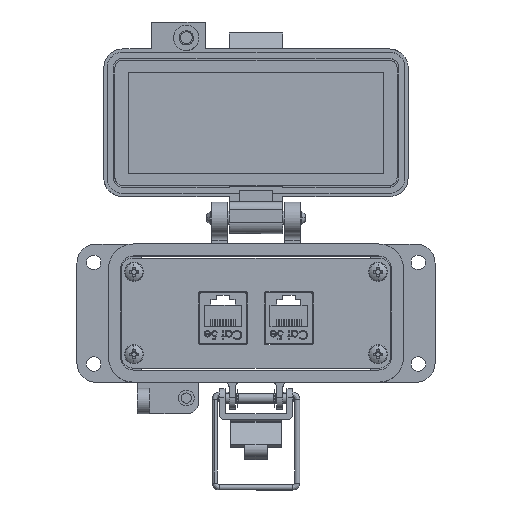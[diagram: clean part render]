
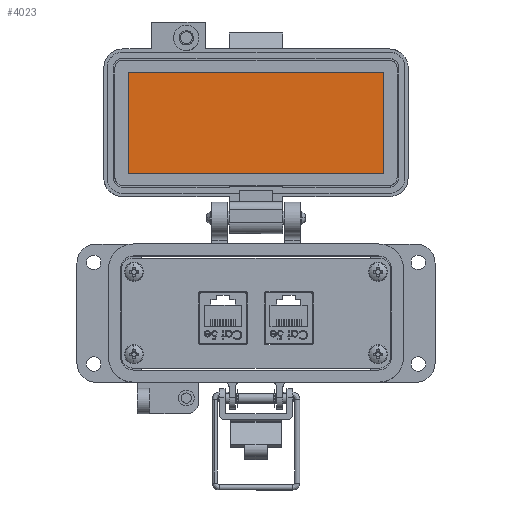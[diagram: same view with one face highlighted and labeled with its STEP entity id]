
A CAD part, top view. The second image highlights one B-rep face of the part: STEP entity #4023.
In plain terms, the highlighted planar face has unit normal (0, 0, 1).
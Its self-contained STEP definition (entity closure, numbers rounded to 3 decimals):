
#1123 = CARTESIAN_POINT ( 'NONE',  ( -8.5, 83.154, -25.55 ) ) ;
#2158 = VERTEX_POINT ( 'NONE', #20500 ) ;
#2462 = EDGE_CURVE ( 'NONE', #2158, #43968, #46285, .T. ) ;
#3884 = VECTOR ( 'NONE', #23409, 1000. ) ;
#4023 = ADVANCED_FACE ( 'NONE', ( #30831 ), #34465, .T. ) ;
#5013 = ORIENTED_EDGE ( 'NONE', *, *, #38102, .F. ) ;
#5366 = DIRECTION ( 'NONE',  ( 0., -1., 0. ) ) ;
#8316 = DIRECTION ( 'NONE',  ( 0., -1., 0. ) ) ;
#14247 = CARTESIAN_POINT ( 'NONE',  ( 42., 51.154, -25.55 ) ) ;
#14422 = VECTOR ( 'NONE', #5366, 1000. ) ;
#15385 = VERTEX_POINT ( 'NONE', #16309 ) ;
#16309 = CARTESIAN_POINT ( 'NONE',  ( 40.25, 51.154, -25.55 ) ) ;
#16922 = VECTOR ( 'NONE', #18122, 1000. ) ;
#18122 = DIRECTION ( 'NONE',  ( -1., 0., 0. ) ) ;
#19906 = DIRECTION ( 'NONE',  ( 0., 1., 0. ) ) ;
#20500 = CARTESIAN_POINT ( 'NONE',  ( -40.25, 51.154, -25.55 ) ) ;
#23409 = DIRECTION ( 'NONE',  ( 1., 0., 0. ) ) ;
#24488 = LINE ( 'NONE', #27650, #14422 ) ;
#27177 = ORIENTED_EDGE ( 'NONE', *, *, #39597, .F. ) ;
#27201 = CARTESIAN_POINT ( 'NONE',  ( -8.5, 67.154, -25.55 ) ) ;
#27441 = DIRECTION ( 'NONE',  ( 0., 0., 1. ) ) ;
#27650 = CARTESIAN_POINT ( 'NONE',  ( 40.25, 67.154, -25.55 ) ) ;
#27768 = CARTESIAN_POINT ( 'NONE',  ( -40.25, 83.154, -25.55 ) ) ;
#28817 = VECTOR ( 'NONE', #19906, 1000. ) ;
#29300 = CARTESIAN_POINT ( 'NONE',  ( 40.25, 83.154, -25.55 ) ) ;
#29750 = LINE ( 'NONE', #14247, #16922 ) ;
#29915 = ORIENTED_EDGE ( 'NONE', *, *, #29927, .F. ) ;
#29927 = EDGE_CURVE ( 'NONE', #34636, #15385, #24488, .T. ) ;
#30831 = FACE_OUTER_BOUND ( 'NONE', #33647, .T. ) ;
#31073 = CARTESIAN_POINT ( 'NONE',  ( -40.25, 67.154, -25.55 ) ) ;
#33647 = EDGE_LOOP ( 'NONE', ( #5013, #35242, #27177, #29915 ) ) ;
#34333 = AXIS2_PLACEMENT_3D ( 'NONE', #27201, #27441, #8316 ) ;
#34465 = PLANE ( 'NONE',  #34333 ) ;
#34636 = VERTEX_POINT ( 'NONE', #29300 ) ;
#35242 = ORIENTED_EDGE ( 'NONE', *, *, #2462, .F. ) ;
#38102 = EDGE_CURVE ( 'NONE', #43968, #34636, #41099, .T. ) ;
#39597 = EDGE_CURVE ( 'NONE', #15385, #2158, #29750, .T. ) ;
#41099 = LINE ( 'NONE', #1123, #3884 ) ;
#43968 = VERTEX_POINT ( 'NONE', #27768 ) ;
#46285 = LINE ( 'NONE', #31073, #28817 ) ;
